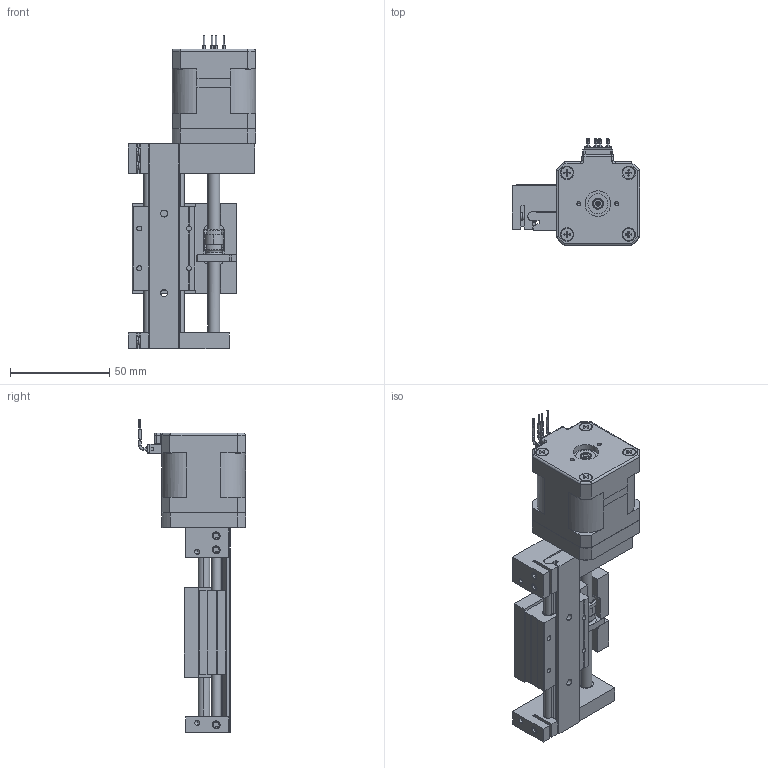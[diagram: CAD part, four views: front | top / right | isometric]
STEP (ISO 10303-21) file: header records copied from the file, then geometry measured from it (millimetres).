
FILE_DESCRIPTION (( 'STEP AP214' ), '1' );
FILE_NAME ('CompactSeries_D695564F09.step', '2022-07-12T12:38:32', ( '' ), ( '' ), 'SwSTEP 2.0', 'SolidWorks 2019', '' );
FILE_SCHEMA (( 'AUTOMOTIVE_DESIGN' ));
Length unit declared in the file: inch
Products named in the file (5): 7odHp3zEmg_CADModel_0; 7odHp3zEmg_CADModel_1; CompactSeries_D695564F09
Assembly tree (2 placements, depth 2):
  7odHp3zEmg_CADModel_0
  7odHp3zEmg_CADModel_1
  CompactSeries_D695564F09
    7odHp3zEmg_CADModel_1
    7odHp3zEmg_CADModel_0
Bounding box: 64 x 53.8 x 157.66 mm (x, y, z)
Volume: 151821.1 mm3; surface area: 60418.5 mm2
Topology: 39 solids, 43 shells, 1282 faces, 3118 edges, 1947 vertices
Faces by surface type: plane 668, cylinder 378, cone 182, torus 48, bspline 4, sphere 2
Entity records: 54831 total; most frequent: CARTESIAN_POINT 7077, DIRECTION 6530, ORIENTED_EDGE 6132, EDGE_CURVE 3066, AXIS2_PLACEMENT_3D 2290, VECTOR 1950, LINE 1950, VERTEX_POINT 1947
